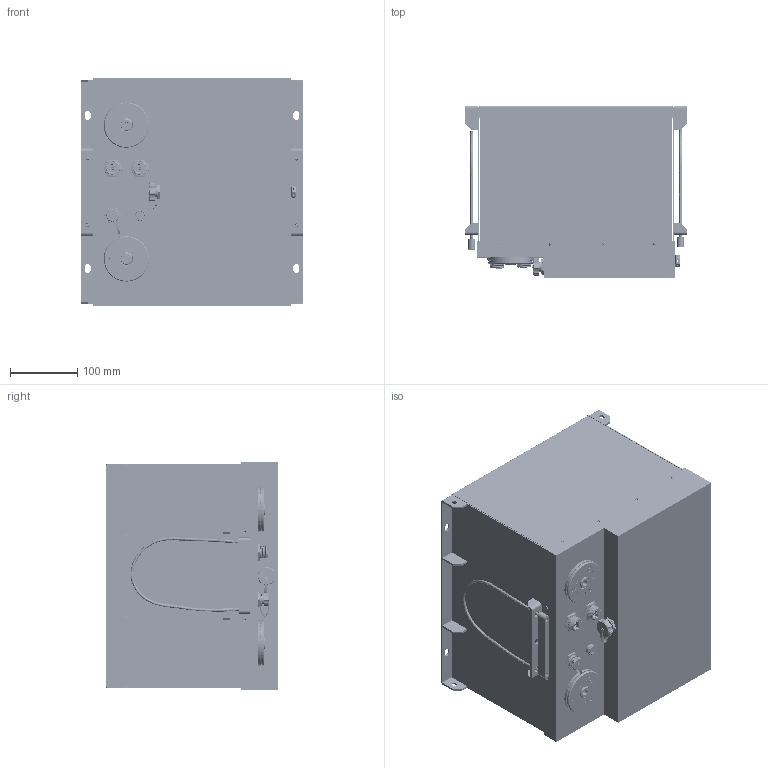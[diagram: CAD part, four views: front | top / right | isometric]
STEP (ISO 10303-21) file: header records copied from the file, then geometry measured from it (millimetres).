
FILE_DESCRIPTION (( 'STEP AP203' ), '1' );
FILE_NAME ('14-48-3000_Custom _1.STEP', '2020-07-22T23:14:13', ( '' ), ( '' ), 'SwSTEP 2.0', 'SolidWorks 2018', '' );
FILE_SCHEMA (( 'CONFIG_CONTROL_DESIGN' ));
Products named in the file (1): 14-48-3000_Custom _1
Bounding box: 329.5 x 254.5 x 338.5 mm (x, y, z)
Surface area: 1485225.3 mm2 (no closed solid volume)
Topology: 0 solids, 123 shells, 6798 faces, 18441 edges, 12071 vertices
Faces by surface type: plane 3901, cylinder 1624, bspline 787, cone 484, torus 2
Entity records: 308313 total; most frequent: CARTESIAN_POINT 145701, ORIENTED_EDGE 36800, DIRECTION 29368, EDGE_CURVE 18410, VERTEX_POINT 12071, LINE 11596, VECTOR 11596, AXIS2_PLACEMENT_3D 8886
